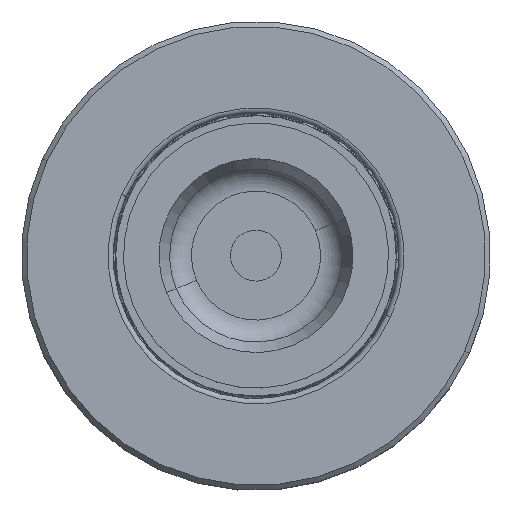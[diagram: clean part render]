
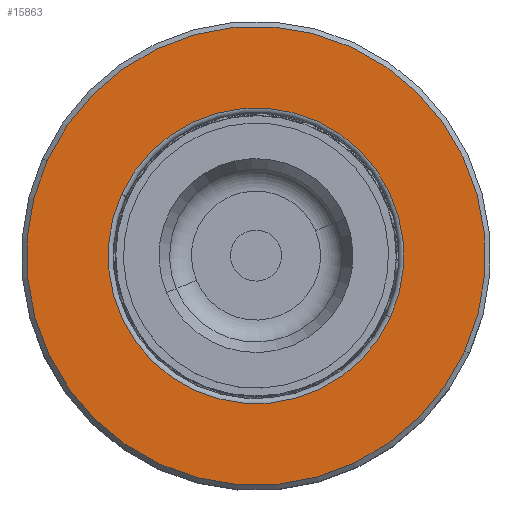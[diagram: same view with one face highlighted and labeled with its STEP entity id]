
A CAD part, top view. The second image highlights one B-rep face of the part: STEP entity #15863.
In plain terms, the highlighted face is planar.
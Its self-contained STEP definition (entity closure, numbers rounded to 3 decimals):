
#327 = CIRCLE ( 'NONE', #1999, 22.5 ) ;
#741 = CARTESIAN_POINT ( 'NONE',  ( 0., 10.687, 0. ) ) ;
#830 = CARTESIAN_POINT ( 'NONE',  ( 22.5, 10.687, 0. ) ) ;
#947 = CIRCLE ( 'NONE', #9079, 22.5 ) ;
#961 = PLANE ( 'NONE',  #28913 ) ;
#1318 = CARTESIAN_POINT ( 'NONE',  ( 0., 10.687, 0. ) ) ;
#1791 = DIRECTION ( 'NONE',  ( 0., 0., -1. ) ) ;
#1999 = AXIS2_PLACEMENT_3D ( 'NONE', #8006, #14639, #1791 ) ;
#4354 = DIRECTION ( 'NONE',  ( 0., -1., 0. ) ) ;
#5466 = CIRCLE ( 'NONE', #15834, 14.5 ) ;
#7100 = DIRECTION ( 'NONE',  ( 0., 0., -1. ) ) ;
#8006 = CARTESIAN_POINT ( 'NONE',  ( 0., 10.687, 0. ) ) ;
#8100 = EDGE_LOOP ( 'NONE', ( #25210, #26737 ) ) ;
#8353 = ORIENTED_EDGE ( 'NONE', *, *, #14451, .T. ) ;
#9079 = AXIS2_PLACEMENT_3D ( 'NONE', #741, #13039, #7100 ) ;
#12417 = VERTEX_POINT ( 'NONE', #25968 ) ;
#13039 = DIRECTION ( 'NONE',  ( 0., -1., 0. ) ) ;
#13744 = DIRECTION ( 'NONE',  ( 0., 0., -1. ) ) ;
#14451 = EDGE_CURVE ( 'NONE', #40824, #26584, #5466, .T. ) ;
#14639 = DIRECTION ( 'NONE',  ( 0., -1., 0. ) ) ;
#15643 = DIRECTION ( 'NONE',  ( 0., -1., 0. ) ) ;
#15834 = AXIS2_PLACEMENT_3D ( 'NONE', #22277, #15643, #25204 ) ;
#15863 = ADVANCED_FACE ( 'NONE', ( #29254, #38681 ), #961, .T. ) ;
#15957 = VERTEX_POINT ( 'NONE', #23644 ) ;
#18654 = AXIS2_PLACEMENT_3D ( 'NONE', #1318, #4354, #13744 ) ;
#19667 = CARTESIAN_POINT ( 'NONE',  ( 0., 10.687, -14.5 ) ) ;
#22277 = CARTESIAN_POINT ( 'NONE',  ( 0., 10.687, 0. ) ) ;
#22689 = DIRECTION ( 'NONE',  ( 0., 1., 0. ) ) ;
#23104 = DIRECTION ( 'NONE',  ( 0., 0., 1. ) ) ;
#23644 = CARTESIAN_POINT ( 'NONE',  ( 0., 10.687, -22.5 ) ) ;
#24795 = EDGE_CURVE ( 'NONE', #26584, #40824, #37149, .T. ) ;
#25204 = DIRECTION ( 'NONE',  ( 0., 0., -1. ) ) ;
#25210 = ORIENTED_EDGE ( 'NONE', *, *, #32031, .F. ) ;
#25968 = CARTESIAN_POINT ( 'NONE',  ( 0., 10.687, 22.5 ) ) ;
#26584 = VERTEX_POINT ( 'NONE', #37304 ) ;
#26737 = ORIENTED_EDGE ( 'NONE', *, *, #27982, .F. ) ;
#27982 = EDGE_CURVE ( 'NONE', #12417, #15957, #947, .T. ) ;
#28913 = AXIS2_PLACEMENT_3D ( 'NONE', #830, #22689, #23104 ) ;
#29254 = FACE_BOUND ( 'NONE', #36959, .T. ) ;
#31500 = ORIENTED_EDGE ( 'NONE', *, *, #24795, .T. ) ;
#32031 = EDGE_CURVE ( 'NONE', #15957, #12417, #327, .T. ) ;
#36959 = EDGE_LOOP ( 'NONE', ( #8353, #31500 ) ) ;
#37149 = CIRCLE ( 'NONE', #18654, 14.5 ) ;
#37304 = CARTESIAN_POINT ( 'NONE',  ( 0., 10.687, 14.5 ) ) ;
#38681 = FACE_OUTER_BOUND ( 'NONE', #8100, .T. ) ;
#40824 = VERTEX_POINT ( 'NONE', #19667 ) ;
